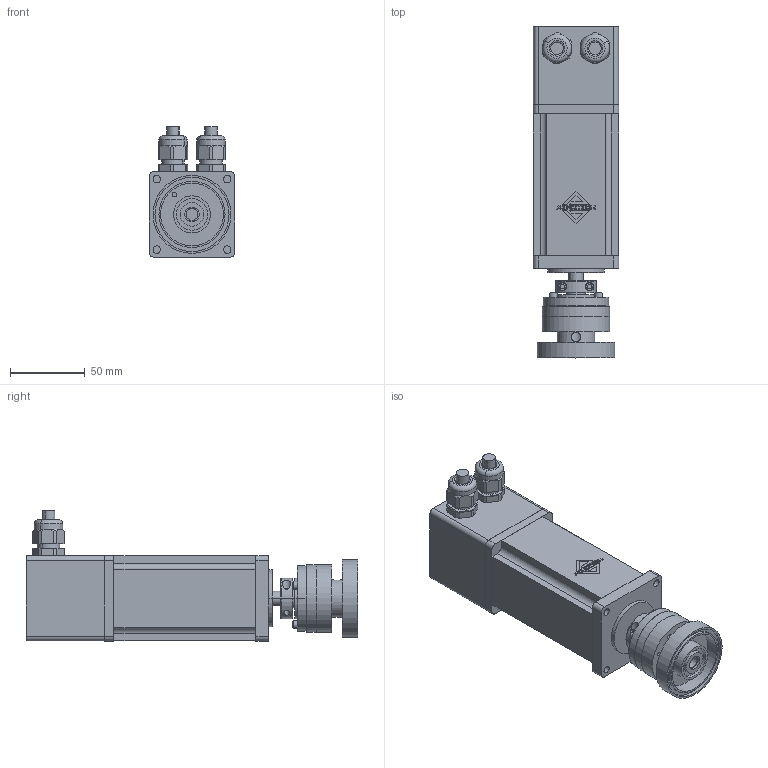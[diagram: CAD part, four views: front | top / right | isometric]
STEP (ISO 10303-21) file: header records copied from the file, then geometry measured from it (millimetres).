
FILE_DESCRIPTION(/* description */ (''),/* implementation_level */ '2;1');
FILE_NAME(/* name */ 'F10157573--_1-ASSY_ CMS ETL_ ETL GANTRY THETA MOTOR ADAPTER PLATE ASSY.stp',/* time_stamp */ '2021-04-26T16:15:19-05:00',/* author */ (''),/* organization */ (''),/* preprocessor_version */ 'ST-DEVELOPER v16',/* originating_system */ 'SIEMENS PLM Software NX 11.0',/* authorisation */ '');
FILE_SCHEMA (('AUTOMOTIVE_DESIGN { 1 0 10303 214 3 1 1 1 }'));
Products named in the file (6): FC0003214--_1-SHCS_5-40x0.1875LGxFT_SS18-8; F10129272--_1-MOTOR_ AEROTECH_ THETA-AXIS STEPPER MOTOR __BMS100_; FC0003232--_1-SHCS_6-32x0.375LGxFT_SS18-8; FC0078404--_1-COLLAR_ FLANGE MOUNT SHAFT COLLAR FOR 3_8_ SHAFT _MCMAS
TER P_N 9684T28_; F10157574--_1-FIXTURE_ CMS ETL_ ETL GANTRY THETA MOTOR ADAPTER PLATE; F10157573--_1-ASSY_ CMS ETL_ ETL GANTRY THETA MOTOR ADAPTER PLATE ASS
Y
Assembly tree (9 placements, depth 2):
  F10157573--_1-ASSY_ CMS ETL_ ETL GANTRY THETA MOTOR ADAPTER PLATE ASS
Y
    F10157574--_1-FIXTURE_ CMS ETL_ ETL GANTRY THETA MOTOR ADAPTER PLATE
    FC0078404--_1-COLLAR_ FLANGE MOUNT SHAFT COLLAR FOR 3_8_ SHAFT _MCMAS
TER P_N 9684T28_
    FC0003232--_1-SHCS_6-32x0.375LGxFT_SS18-8  x3
    F10129272--_1-MOTOR_ AEROTECH_ THETA-AXIS STEPPER MOTOR __BMS100_
    FC0003214--_1-SHCS_5-40x0.1875LGxFT_SS18-8  x3
Bounding box: 57.15 x 221.99 x 87.13 mm (x, y, z)
Volume: 572662.1 mm3; surface area: 83948.3 mm2
Topology: 15 solids, 15 shells, 877 faces, 2204 edges, 1427 vertices
Faces by surface type: plane 478, cylinder 270, cone 96, torus 18, bspline 15
Full cylindrical faces by diameter (mm): 2.578 x3, 2.642 x8, 3.175 x4, 3.505 x3, 3.797 x3, 5.207 x3, 5.74 x3, 6.35 x4, 8.001 x1, 9.83 x1, 15.697 x1, 21.031 x1, 24.79 x1, 25.019 x1, 42 x1, 44.221 x1, 45.009 x2, 49.606 x1, 52.07 x1
Entity records: 37142 total; most frequent: CARTESIAN_POINT 15872, ORIENTED_EDGE 4108, DIRECTION 3803, EDGE_CURVE 2054, VERTEX_POINT 1355, AXIS2_PLACEMENT_3D 1276, LINE 1251, VECTOR 1251
